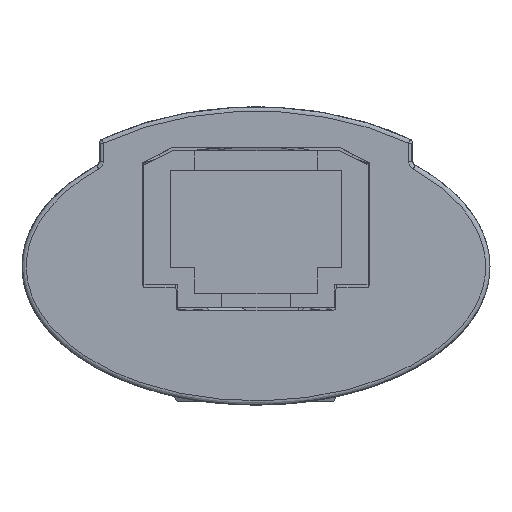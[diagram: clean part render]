
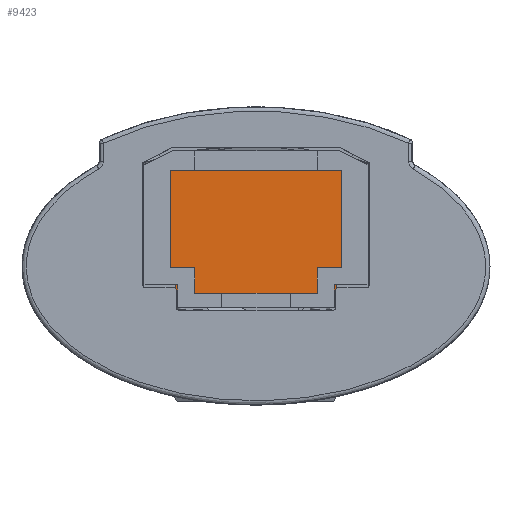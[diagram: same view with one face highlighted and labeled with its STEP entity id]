
A CAD part, left-side view. The second image highlights one B-rep face of the part: STEP entity #9423.
In plain terms, the highlighted planar face has unit normal (-1, 0, 0).
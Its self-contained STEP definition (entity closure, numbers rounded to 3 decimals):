
#5737=CARTESIAN_POINT('',(-43.22,-5.625,-2.87));
#5738=VERTEX_POINT('',#5737);
#5746=CARTESIAN_POINT('',(-43.22,5.625,-2.87));
#5747=VERTEX_POINT('',#5746);
#5748=CARTESIAN_POINT('',(-43.22,5.625,-2.87));
#5749=DIRECTION('',(0.0,-1.0,0.0));
#5750=VECTOR('',#5749,11.25);
#5751=LINE('',#5748,#5750);
#5752=EDGE_CURVE('',#5747,#5738,#5751,.T.);
#8060=CARTESIAN_POINT('',(-43.22,-4.3,-0.07));
#8061=VERTEX_POINT('',#8060);
#8062=CARTESIAN_POINT('',(-43.22,-6.,-0.07));
#8063=VERTEX_POINT('',#8062);
#8064=CARTESIAN_POINT('',(-43.22,-4.3,-0.07));
#8065=DIRECTION('',(0.0,-1.0,0.0));
#8066=VECTOR('',#8065,1.7);
#8067=LINE('',#8064,#8066);
#8068=EDGE_CURVE('',#8061,#8063,#8067,.T.);
#8091=CARTESIAN_POINT('',(-43.22,-6.,6.73));
#8092=VERTEX_POINT('',#8091);
#8093=CARTESIAN_POINT('',(-43.22,-6.,-0.07));
#8094=DIRECTION('',(0.0,0.0,1.0));
#8095=VECTOR('',#8094,6.8);
#8096=LINE('',#8093,#8095);
#8097=EDGE_CURVE('',#8063,#8092,#8096,.T.);
#8115=CARTESIAN_POINT('',(-43.22,6.,6.73));
#8116=VERTEX_POINT('',#8115);
#8117=CARTESIAN_POINT('',(-43.22,-6.,6.73));
#8118=DIRECTION('',(0.0,1.0,0.0));
#8119=VECTOR('',#8118,12.);
#8120=LINE('',#8117,#8119);
#8121=EDGE_CURVE('',#8092,#8116,#8120,.T.);
#8145=CARTESIAN_POINT('',(-43.22,6.,-0.07));
#8146=VERTEX_POINT('',#8145);
#8147=CARTESIAN_POINT('',(-43.22,6.,6.73));
#8148=DIRECTION('',(0.0,0.0,-1.0));
#8149=VECTOR('',#8148,6.8);
#8150=LINE('',#8147,#8149);
#8151=EDGE_CURVE('',#8116,#8146,#8150,.T.);
#8169=CARTESIAN_POINT('',(-43.22,4.3,-0.07));
#8170=VERTEX_POINT('',#8169);
#8171=CARTESIAN_POINT('',(-43.22,6.,-0.07));
#8172=DIRECTION('',(0.0,-1.0,0.0));
#8173=VECTOR('',#8172,1.7);
#8174=LINE('',#8171,#8173);
#8175=EDGE_CURVE('',#8146,#8170,#8174,.T.);
#8201=CARTESIAN_POINT('',(-43.22,4.3,-1.27));
#8202=VERTEX_POINT('',#8201);
#8209=CARTESIAN_POINT('',(-43.22,4.3,-0.07));
#8210=DIRECTION('',(0.0,0.0,-1.0));
#8211=VECTOR('',#8210,1.2);
#8212=LINE('',#8209,#8211);
#8213=EDGE_CURVE('',#8170,#8202,#8212,.T.);
#8228=CARTESIAN_POINT('',(-43.22,-4.3,-1.27));
#8229=VERTEX_POINT('',#8228);
#8245=CARTESIAN_POINT('',(-43.22,-4.3,-1.27));
#8246=DIRECTION('',(0.0,0.0,1.0));
#8247=VECTOR('',#8246,1.2);
#8248=LINE('',#8245,#8247);
#8249=EDGE_CURVE('',#8229,#8061,#8248,.T.);
#8372=CARTESIAN_POINT('',(-43.22,-5.625,-1.27));
#8373=VERTEX_POINT('',#8372);
#8374=CARTESIAN_POINT('',(-43.22,-5.625,-1.27));
#8375=DIRECTION('',(0.0,1.0,0.0));
#8376=VECTOR('',#8375,1.325);
#8377=LINE('',#8374,#8376);
#8378=EDGE_CURVE('',#8373,#8229,#8377,.T.);
#8603=CARTESIAN_POINT('',(-43.22,5.625,-1.27));
#8604=VERTEX_POINT('',#8603);
#8612=CARTESIAN_POINT('',(-43.22,4.3,-1.27));
#8613=DIRECTION('',(0.0,1.0,0.0));
#8614=VECTOR('',#8613,1.325);
#8615=LINE('',#8612,#8614);
#8616=EDGE_CURVE('',#8202,#8604,#8615,.T.);
#9388=CARTESIAN_POINT('',(-43.22,-5.625,-2.87));
#9389=DIRECTION('',(0.0,0.0,1.0));
#9390=VECTOR('',#9389,1.6);
#9391=LINE('',#9388,#9390);
#9392=EDGE_CURVE('',#5738,#8373,#9391,.T.);
#9399=CARTESIAN_POINT('',(-43.22,-5.625,-2.87));
#9400=DIRECTION('',(-1.0,0.0,0.0));
#9401=DIRECTION('',(0.0,0.0,1.0));
#9402=AXIS2_PLACEMENT_3D('',#9399,#9400,#9401);
#9403=PLANE('',#9402);
#9404=ORIENTED_EDGE('',*,*,#8616,.T.);
#9405=CARTESIAN_POINT('',(-43.22,5.625,-2.87));
#9406=DIRECTION('',(0.0,0.0,1.0));
#9407=VECTOR('',#9406,1.6);
#9408=LINE('',#9405,#9407);
#9409=EDGE_CURVE('',#5747,#8604,#9408,.T.);
#9410=ORIENTED_EDGE('',*,*,#9409,.F.);
#9411=ORIENTED_EDGE('',*,*,#5752,.T.);
#9412=ORIENTED_EDGE('',*,*,#9392,.T.);
#9413=ORIENTED_EDGE('',*,*,#8378,.T.);
#9414=ORIENTED_EDGE('',*,*,#8249,.T.);
#9415=ORIENTED_EDGE('',*,*,#8068,.T.);
#9416=ORIENTED_EDGE('',*,*,#8097,.T.);
#9417=ORIENTED_EDGE('',*,*,#8121,.T.);
#9418=ORIENTED_EDGE('',*,*,#8151,.T.);
#9419=ORIENTED_EDGE('',*,*,#8175,.T.);
#9420=ORIENTED_EDGE('',*,*,#8213,.T.);
#9421=EDGE_LOOP('',(#9404,#9410,#9411,#9412,#9413,#9414,#9415,#9416,#9417,#9418,#9419,#9420));
#9422=FACE_OUTER_BOUND('',#9421,.T.);
#9423=ADVANCED_FACE('',(#9422),#9403,.T.);
